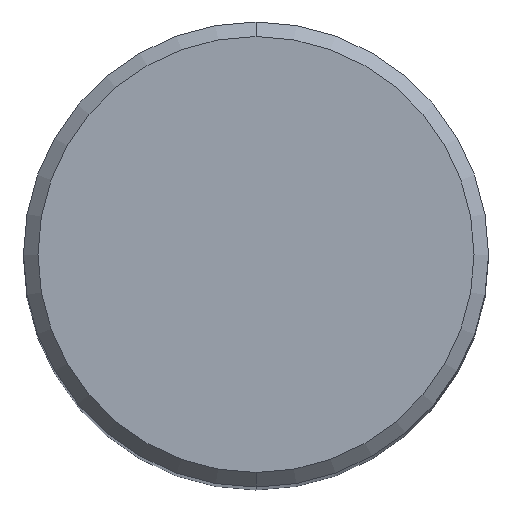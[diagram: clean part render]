
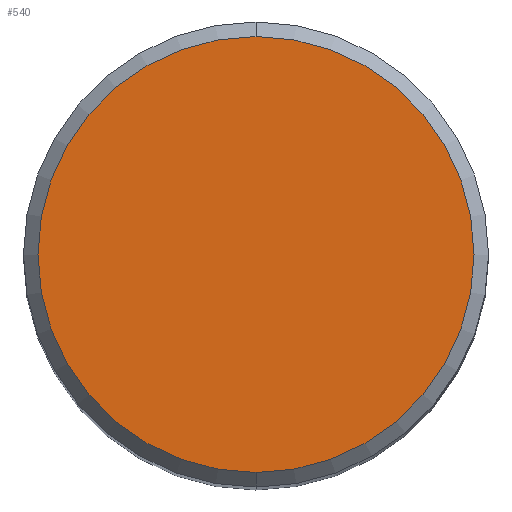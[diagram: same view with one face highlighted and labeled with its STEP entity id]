
A CAD part, top view. The second image highlights one B-rep face of the part: STEP entity #540.
In plain terms, the highlighted planar face has unit normal (0, 0, 1).
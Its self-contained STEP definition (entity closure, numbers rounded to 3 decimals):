
#231=CARTESIAN_POINT('',(0.,0.,0.));
#232=DIRECTION('',(0.,0.,1.));
#233=DIRECTION('',(0.,-1.,0.));
#234=AXIS2_PLACEMENT_3D('',#231,#232,#233);
#239=CARTESIAN_POINT('',(0.,0.,0.));
#240=DIRECTION('',(0.,0.,1.));
#241=DIRECTION('',(0.,1.,0.));
#242=AXIS2_PLACEMENT_3D('',#239,#240,#241);
#329=CARTESIAN_POINT('',(0.,-15.,0.));
#330=CARTESIAN_POINT('',(0.,15.,0.));
#331=VERTEX_POINT('',#329);
#332=VERTEX_POINT('',#330);
#531=CARTESIAN_POINT('',(0.,0.,0.));
#532=DIRECTION('',(0.,0.,1.));
#533=DIRECTION('',(0.,1.,0.));
#534=AXIS2_PLACEMENT_3D('',#531,#532,#533);
#535=PLANE('',#534);
#536=ORIENTED_EDGE('',*,*,#511,.F.);
#537=ORIENTED_EDGE('',*,*,#525,.F.);
#538=EDGE_LOOP('',(#536,#537));
#539=FACE_OUTER_BOUND('',#538,.F.);
#540=ADVANCED_FACE('',(#539),#535,.T.);
#235=CIRCLE('',#234,15.);
#243=CIRCLE('',#242,15.);
#511=EDGE_CURVE('',#331,#332,#235,.T.);
#525=EDGE_CURVE('',#332,#331,#243,.T.);
